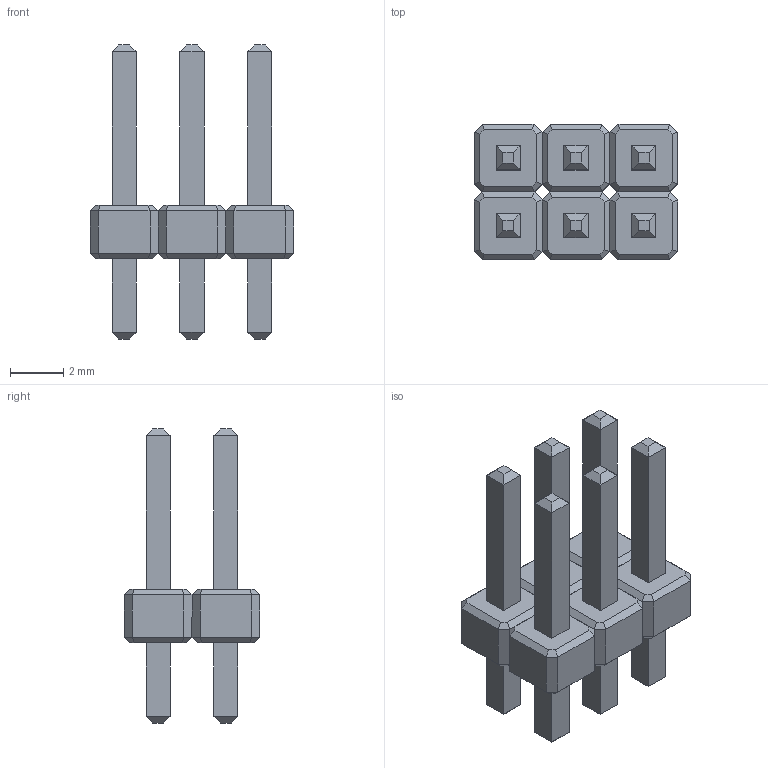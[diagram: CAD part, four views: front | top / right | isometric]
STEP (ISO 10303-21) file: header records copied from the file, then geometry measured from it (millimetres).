
FILE_DESCRIPTION(('FreeCAD Model'),'2;1');
FILE_NAME('header_2x3_TH_2_54mm.step','2015-12-18T13:36:20',('Author'),(''), 'Open CASCADE STEP processor 6.8','FreeCAD','Unknown');
FILE_SCHEMA(('AUTOMOTIVE_DESIGN_CC2 { 1 2 10303 214 -1 1 5 4 }'));
Length unit declared in the file: millimetre
Products named in the file (2): ASSEMBLY; Fusion
Assembly tree (1 placements, depth 2):
  ASSEMBLY
    Fusion
Bounding box: 7.62 x 5.08 x 11 mm (x, y, z)
Volume: 115.7 mm3; surface area: 318.2 mm2
Topology: 1 solids, 1 shells, 250 faces, 548 edges, 308 vertices
Faces by surface type: plane 250
Entity records: 15293 total; most frequent: CARTESIAN_POINT 2300, DIRECTION 2052, LINE 1548, VECTOR 1548, ORIENTED_EDGE 1096, PCURVE 1096, DEFINITIONAL_REPRESENTATION 1096, EDGE_CURVE 548
